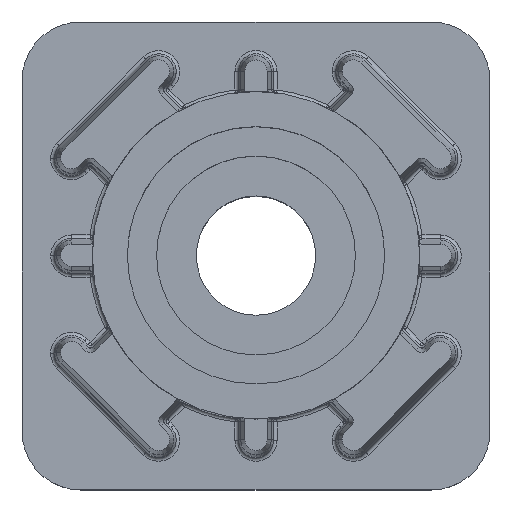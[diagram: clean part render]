
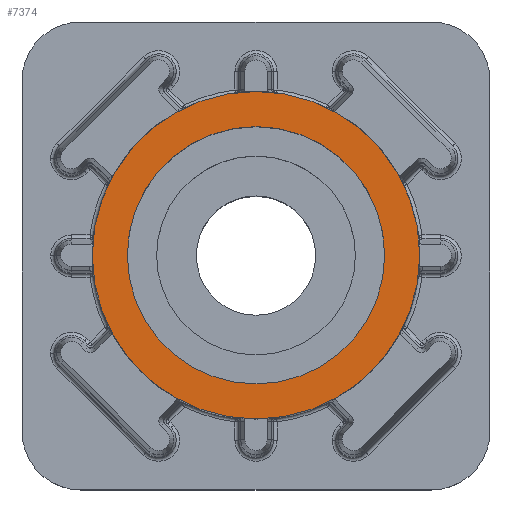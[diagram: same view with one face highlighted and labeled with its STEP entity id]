
A CAD part, top view. The second image highlights one B-rep face of the part: STEP entity #7374.
In plain terms, the highlighted planar face has unit normal (0, 0, 1).
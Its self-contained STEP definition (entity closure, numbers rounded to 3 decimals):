
#204 = EDGE_LOOP ( 'NONE', ( #7147, #6065 ) ) ;
#287 = AXIS2_PLACEMENT_3D ( 'NONE', #1962, #8314, #2862 ) ;
#817 = DIRECTION ( 'NONE',  ( 1., 0., 0. ) ) ;
#1598 = CARTESIAN_POINT ( 'NONE',  ( -14., 0., 43. ) ) ;
#1774 = CARTESIAN_POINT ( 'NONE',  ( -11., 0., 43. ) ) ;
#1948 = FACE_OUTER_BOUND ( 'NONE', #10777, .T. ) ;
#1962 = CARTESIAN_POINT ( 'NONE',  ( 0., 0., 43. ) ) ;
#2862 = DIRECTION ( 'NONE',  ( 1., 0., 0. ) ) ;
#3404 = DIRECTION ( 'NONE',  ( 0., 0., 1. ) ) ;
#3950 = EDGE_CURVE ( 'NONE', #7067, #6149, #5865, .T. ) ;
#4102 = CIRCLE ( 'NONE', #7414, 14. ) ;
#4175 = CARTESIAN_POINT ( 'NONE',  ( 0., 0., 43. ) ) ;
#4196 = DIRECTION ( 'NONE',  ( 0., 0., 1. ) ) ;
#4832 = AXIS2_PLACEMENT_3D ( 'NONE', #9663, #4196, #10590 ) ;
#5090 = DIRECTION ( 'NONE',  ( 1., 0., 0. ) ) ;
#5380 = CARTESIAN_POINT ( 'NONE',  ( 0., 0., 43. ) ) ;
#5865 = CIRCLE ( 'NONE', #4832, 14. ) ;
#6065 = ORIENTED_EDGE ( 'NONE', *, *, #10624, .F. ) ;
#6149 = VERTEX_POINT ( 'NONE', #6504 ) ;
#6187 = ORIENTED_EDGE ( 'NONE', *, *, #3950, .T. ) ;
#6301 = DIRECTION ( 'NONE',  ( 0., 0., 1. ) ) ;
#6418 = CARTESIAN_POINT ( 'NONE',  ( 11., 0., 43. ) ) ;
#6504 = CARTESIAN_POINT ( 'NONE',  ( 14., 0., 43. ) ) ;
#6575 = VERTEX_POINT ( 'NONE', #1774 ) ;
#6736 = ORIENTED_EDGE ( 'NONE', *, *, #8922, .T. ) ;
#6800 = FACE_BOUND ( 'NONE', #204, .T. ) ;
#7067 = VERTEX_POINT ( 'NONE', #1598 ) ;
#7147 = ORIENTED_EDGE ( 'NONE', *, *, #8549, .F. ) ;
#7374 = ADVANCED_FACE ( 'NONE', ( #6800, #1948 ), #8996, .T. ) ;
#7414 = AXIS2_PLACEMENT_3D ( 'NONE', #8870, #3404, #9807 ) ;
#8314 = DIRECTION ( 'NONE',  ( 0., 0., 1. ) ) ;
#8360 = AXIS2_PLACEMENT_3D ( 'NONE', #5380, #6301, #817 ) ;
#8453 = CIRCLE ( 'NONE', #287, 11. ) ;
#8549 = EDGE_CURVE ( 'NONE', #6575, #9057, #8453, .T. ) ;
#8870 = CARTESIAN_POINT ( 'NONE',  ( 0., 0., 43. ) ) ;
#8922 = EDGE_CURVE ( 'NONE', #6149, #7067, #4102, .T. ) ;
#8996 = PLANE ( 'NONE',  #8360 ) ;
#9017 = AXIS2_PLACEMENT_3D ( 'NONE', #4175, #10571, #5090 ) ;
#9057 = VERTEX_POINT ( 'NONE', #6418 ) ;
#9663 = CARTESIAN_POINT ( 'NONE',  ( 0., 0., 43. ) ) ;
#9807 = DIRECTION ( 'NONE',  ( 1., 0., 0. ) ) ;
#10571 = DIRECTION ( 'NONE',  ( 0., 0., 1. ) ) ;
#10590 = DIRECTION ( 'NONE',  ( 1., 0., 0. ) ) ;
#10624 = EDGE_CURVE ( 'NONE', #9057, #6575, #11222, .T. ) ;
#10777 = EDGE_LOOP ( 'NONE', ( #6187, #6736 ) ) ;
#11222 = CIRCLE ( 'NONE', #9017, 11. ) ;
